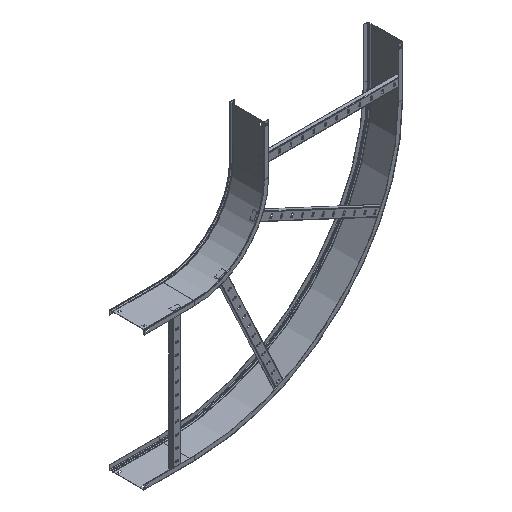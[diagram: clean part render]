
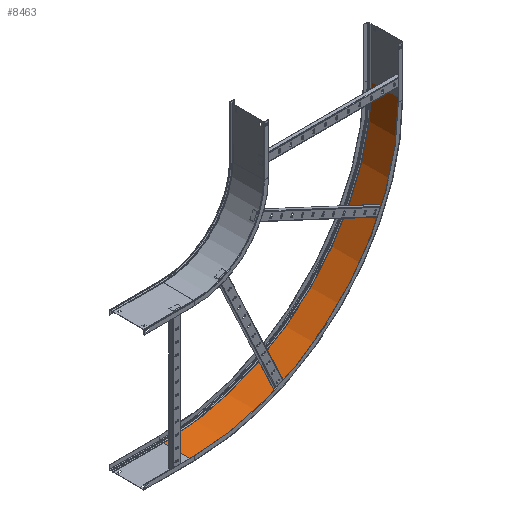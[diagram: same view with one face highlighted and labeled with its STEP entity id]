
A CAD part, isometric view. The second image highlights one B-rep face of the part: STEP entity #8463.
In plain terms, the highlighted cylindrical face has radius 898.8 mm (diameter 1797.6 mm), a partial arc.
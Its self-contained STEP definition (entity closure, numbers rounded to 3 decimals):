
#173 = VERTEX_POINT ( 'NONE', #7729 ) ;
#681 = EDGE_CURVE ( 'NONE', #7943, #8063, #5838, .T. ) ;
#716 = AXIS2_PLACEMENT_3D ( 'NONE', #8657, #2270, #908 ) ;
#908 = DIRECTION ( 'NONE',  ( 0., 0., 1. ) ) ;
#959 = ORIENTED_EDGE ( 'NONE', *, *, #681, .T. ) ;
#1233 = LINE ( 'NONE', #9104, #7865 ) ;
#2164 = EDGE_CURVE ( 'NONE', #7943, #6203, #2724, .T. ) ;
#2270 = DIRECTION ( 'NONE',  ( 0., 1., 0. ) ) ;
#2300 = DIRECTION ( 'NONE',  ( 0., 1., 0. ) ) ;
#2724 = CIRCLE ( 'NONE', #716, 898.8 ) ;
#2927 = CARTESIAN_POINT ( 'NONE',  ( 0., 0., 0. ) ) ;
#2979 = ORIENTED_EDGE ( 'NONE', *, *, #9048, .T. ) ;
#3044 = AXIS2_PLACEMENT_3D ( 'NONE', #2927, #6492, #7150 ) ;
#3062 = ORIENTED_EDGE ( 'NONE', *, *, #2164, .F. ) ;
#3138 = EDGE_CURVE ( 'NONE', #6203, #173, #1233, .T. ) ;
#3711 = CARTESIAN_POINT ( 'NONE',  ( 0., 134.026, 0. ) ) ;
#4488 = DIRECTION ( 'NONE',  ( 0., 0., 1. ) ) ;
#4799 = EDGE_LOOP ( 'NONE', ( #2979, #7257, #3062, #959 ) ) ;
#4840 = CARTESIAN_POINT ( 'NONE',  ( 898.8, 134.026, 0. ) ) ;
#5527 = VECTOR ( 'NONE', #7376, 1000. ) ;
#5612 = FACE_OUTER_BOUND ( 'NONE', #4799, .T. ) ;
#5838 = LINE ( 'NONE', #6073, #5527 ) ;
#5923 = CIRCLE ( 'NONE', #8454, 898.8 ) ;
#6073 = CARTESIAN_POINT ( 'NONE',  ( 898.8, 0., 0. ) ) ;
#6203 = VERTEX_POINT ( 'NONE', #6996 ) ;
#6492 = DIRECTION ( 'NONE',  ( 0., 1., 0. ) ) ;
#6815 = CARTESIAN_POINT ( 'NONE',  ( 898.8, 2.2, 0. ) ) ;
#6961 = DIRECTION ( 'NONE',  ( 0., 1., 0. ) ) ;
#6996 = CARTESIAN_POINT ( 'NONE',  ( 0., 2.2, -898.8 ) ) ;
#7150 = DIRECTION ( 'NONE',  ( 0., 0., 1. ) ) ;
#7257 = ORIENTED_EDGE ( 'NONE', *, *, #3138, .F. ) ;
#7376 = DIRECTION ( 'NONE',  ( 0., 1., 0. ) ) ;
#7729 = CARTESIAN_POINT ( 'NONE',  ( 0., 134.026, -898.8 ) ) ;
#7865 = VECTOR ( 'NONE', #6961, 1000. ) ;
#7943 = VERTEX_POINT ( 'NONE', #6815 ) ;
#8063 = VERTEX_POINT ( 'NONE', #4840 ) ;
#8454 = AXIS2_PLACEMENT_3D ( 'NONE', #3711, #2300, #4488 ) ;
#8463 = ADVANCED_FACE ( 'NONE', ( #5612 ), #8729, .F. ) ;
#8657 = CARTESIAN_POINT ( 'NONE',  ( 0., 2.2, 0. ) ) ;
#8729 = CYLINDRICAL_SURFACE ( 'NONE', #3044, 898.8 ) ;
#9048 = EDGE_CURVE ( 'NONE', #8063, #173, #5923, .T. ) ;
#9104 = CARTESIAN_POINT ( 'NONE',  ( 0., 2.2, -898.8 ) ) ;
